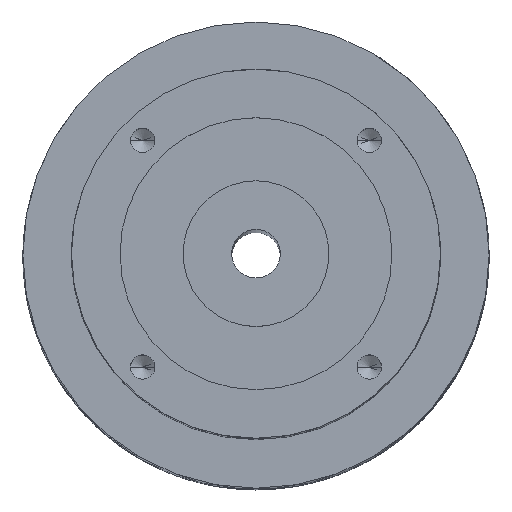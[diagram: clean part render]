
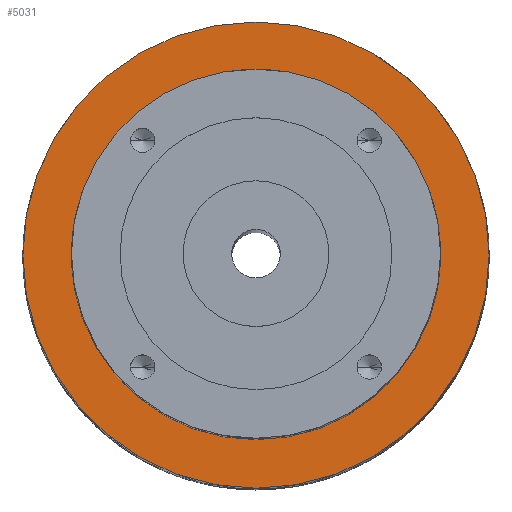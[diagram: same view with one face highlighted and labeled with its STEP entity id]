
A CAD part, top view. The second image highlights one B-rep face of the part: STEP entity #5031.
In plain terms, the highlighted planar face has unit normal (0, 0, 1).
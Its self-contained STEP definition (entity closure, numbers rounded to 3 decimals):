
#267 = CIRCLE ( 'NONE', #694, 24. ) ;
#694 = AXIS2_PLACEMENT_3D ( 'NONE', #7085, #1768, #7984 ) ;
#1040 = CARTESIAN_POINT ( 'NONE',  ( 0., 0., 104.4 ) ) ;
#1292 = VERTEX_POINT ( 'NONE', #4797 ) ;
#1329 = VERTEX_POINT ( 'NONE', #11073 ) ;
#1385 = AXIS2_PLACEMENT_3D ( 'NONE', #4803, #11006, #5682 ) ;
#1540 = ORIENTED_EDGE ( 'NONE', *, *, #2246, .F. ) ;
#1768 = DIRECTION ( 'NONE',  ( 0., 0., 1. ) ) ;
#1945 = DIRECTION ( 'NONE',  ( 1., 0., 0. ) ) ;
#1993 = EDGE_CURVE ( 'NONE', #1329, #3993, #267, .T. ) ;
#2246 = EDGE_CURVE ( 'NONE', #2394, #1292, #6639, .T. ) ;
#2394 = VERTEX_POINT ( 'NONE', #3553 ) ;
#2471 = CARTESIAN_POINT ( 'NONE',  ( 0., 0., 104.4 ) ) ;
#3268 = CARTESIAN_POINT ( 'NONE',  ( 24., 0., 104.4 ) ) ;
#3368 = DIRECTION ( 'NONE',  ( 1., 0., 0. ) ) ;
#3553 = CARTESIAN_POINT ( 'NONE',  ( 19., 0., 104.4 ) ) ;
#3601 = FACE_BOUND ( 'NONE', #5094, .T. ) ;
#3664 = DIRECTION ( 'NONE',  ( 1., 0., 0. ) ) ;
#3993 = VERTEX_POINT ( 'NONE', #3268 ) ;
#4064 = AXIS2_PLACEMENT_3D ( 'NONE', #2471, #8685, #3368 ) ;
#4627 = AXIS2_PLACEMENT_3D ( 'NONE', #7171, #8999, #3664 ) ;
#4797 = CARTESIAN_POINT ( 'NONE',  ( -19., 0., 104.4 ) ) ;
#4803 = CARTESIAN_POINT ( 'NONE',  ( 0., 0., 104.4 ) ) ;
#5031 = ADVANCED_FACE ( 'NONE', ( #10698, #3601 ), #9857, .T. ) ;
#5094 = EDGE_LOOP ( 'NONE', ( #9391, #1540 ) ) ;
#5232 = EDGE_CURVE ( 'NONE', #1292, #2394, #9307, .T. ) ;
#5682 = DIRECTION ( 'NONE',  ( 1., 0., 0. ) ) ;
#6202 = ORIENTED_EDGE ( 'NONE', *, *, #9977, .T. ) ;
#6314 = CIRCLE ( 'NONE', #10532, 24. ) ;
#6639 = CIRCLE ( 'NONE', #4064, 19. ) ;
#7085 = CARTESIAN_POINT ( 'NONE',  ( 0., 0., 104.4 ) ) ;
#7171 = CARTESIAN_POINT ( 'NONE',  ( 0., 0., 104.4 ) ) ;
#7214 = ORIENTED_EDGE ( 'NONE', *, *, #1993, .T. ) ;
#7254 = DIRECTION ( 'NONE',  ( 0., 0., 1. ) ) ;
#7984 = DIRECTION ( 'NONE',  ( 1., 0., 0. ) ) ;
#8685 = DIRECTION ( 'NONE',  ( 0., 0., 1. ) ) ;
#8999 = DIRECTION ( 'NONE',  ( 0., 0., 1. ) ) ;
#9307 = CIRCLE ( 'NONE', #1385, 19. ) ;
#9391 = ORIENTED_EDGE ( 'NONE', *, *, #5232, .F. ) ;
#9402 = EDGE_LOOP ( 'NONE', ( #7214, #6202 ) ) ;
#9857 = PLANE ( 'NONE',  #4627 ) ;
#9977 = EDGE_CURVE ( 'NONE', #3993, #1329, #6314, .T. ) ;
#10532 = AXIS2_PLACEMENT_3D ( 'NONE', #1040, #7254, #1945 ) ;
#10698 = FACE_OUTER_BOUND ( 'NONE', #9402, .T. ) ;
#11006 = DIRECTION ( 'NONE',  ( 0., 0., 1. ) ) ;
#11073 = CARTESIAN_POINT ( 'NONE',  ( -24., 0., 104.4 ) ) ;
